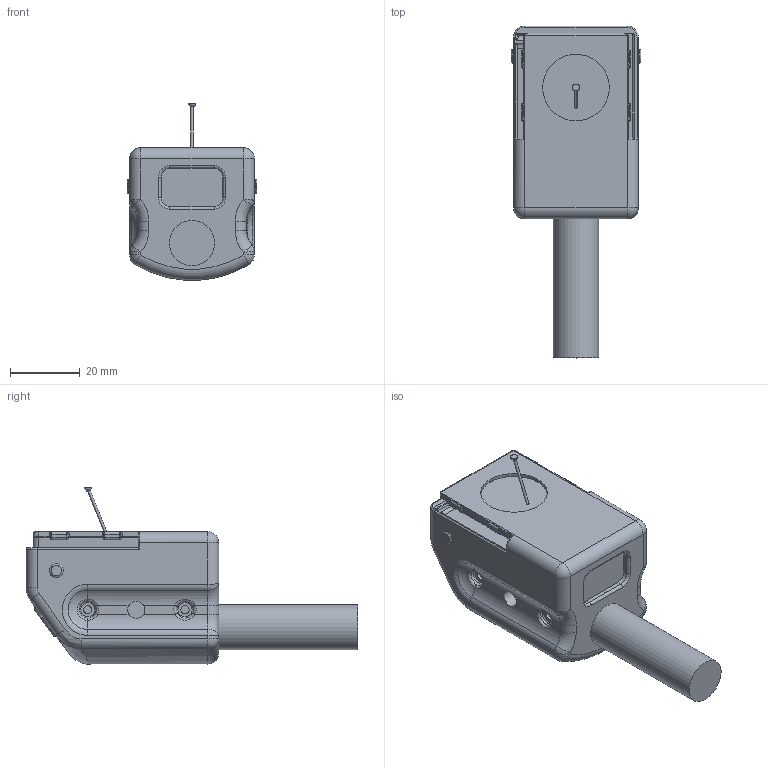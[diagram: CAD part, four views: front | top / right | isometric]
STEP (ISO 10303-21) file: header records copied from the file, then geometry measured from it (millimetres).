
FILE_DESCRIPTION(/* description */ ('Unknown'),/* implementation_level */ '2;1');
FILE_NAME(/* name */ 'Tethered Universal Head template',/* time_stamp */ '2023-05-17T15:03:38-04:00',/* author */ ('Unknown'),/* organization */ ('Unknown'),/* preprocessor_version */ 'ST-DEVELOPER v18.1',/* originating_system */ 'Solid Edge',/* authorisation */ 'Unknown');
FILE_SCHEMA (('AUTOMOTIVE_DESIGN {1 0 10303 214 3 1 1}'));
Length unit declared in the file: millimetre
Products named in the file (1): Tethered Universal Head template
Bounding box: 37.34 x 95.4 x 50.8 mm (x, y, z)
Volume: 66624.3 mm3; surface area: 15172 mm2
Topology: 1 solids, 1 shells, 552 faces, 1283 edges, 750 vertices
Faces by surface type: cylinder 235, torus 130, plane 129, bspline 36, sphere 14, cone 8
Full cylindrical faces by diameter (mm): 0.75 x1, 2.381 x2, 4 x2, 4.826 x4, 4.976 x1, 10.16 x2, 13 x1, 19.18 x1
Entity records: 20460 total; most frequent: CARTESIAN_POINT 4355, DIRECTION 2626, ORIENTED_EDGE 2486, EDGE_CURVE 1243, AXIS2_PLACEMENT_3D 1067, VERTEX_POINT 740, EDGE_LOOP 603, FACE_BOUND 603
